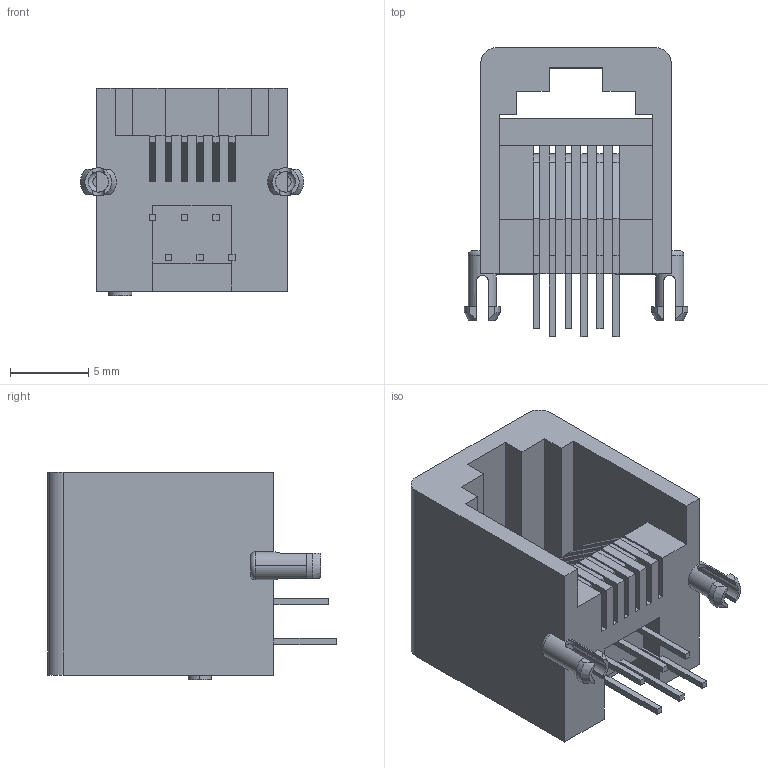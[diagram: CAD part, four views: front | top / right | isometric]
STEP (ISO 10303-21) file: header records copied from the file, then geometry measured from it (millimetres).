
FILE_DESCRIPTION((''),'2;1');
FILE_NAME('520186646','2010-06-03T',('pnb'),(''),'PRO/ENGINEER BY PARAMETRIC TECHNOLOGY CORPORATION, 2003451','PRO/ENGINEER BY PARAMETRIC TECHNOLOGY CORPORATION, 2003451','');
FILE_SCHEMA(('CONFIG_CONTROL_DESIGN'));
Length unit declared in the file: millimetre
Products named in the file (1): 520186646
Bounding box: 14.3 x 18.5 x 13.3 mm (x, y, z)
Volume: 1134.6 mm3; surface area: 1922.2 mm2
Topology: 1 solids, 1 shells, 266 faces, 833 edges, 554 vertices
Faces by surface type: plane 214, cylinder 44, cone 4, torus 4
Entity records: 9452 total; most frequent: CARTESIAN_POINT 1924, ORIENTED_EDGE 1628, DIRECTION 1455, EDGE_CURVE 814, VECTOR 681, LINE 681, VERTEX_POINT 532, AXIS2_PLACEMENT_3D 387
